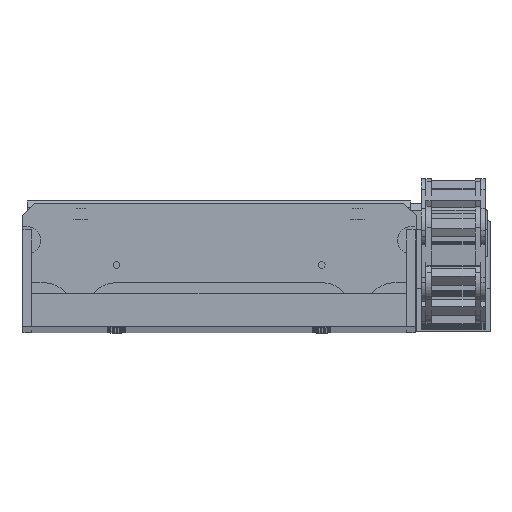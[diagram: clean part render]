
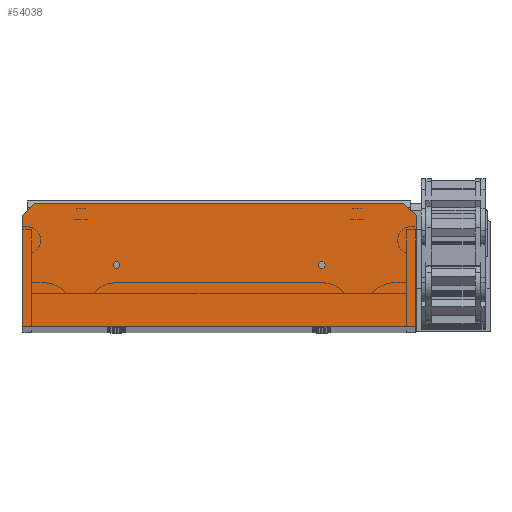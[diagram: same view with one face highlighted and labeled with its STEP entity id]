
A CAD part, top view. The second image highlights one B-rep face of the part: STEP entity #54038.
In plain terms, the highlighted planar face has unit normal (0, 0, 1).
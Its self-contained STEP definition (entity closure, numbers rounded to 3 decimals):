
#33 = CARTESIAN_POINT ( 'NONE',  ( -38.75, 22.8, 633.95 ) ) ;
#1227 = LINE ( 'NONE', #39809, #50742 ) ;
#1991 = DIRECTION ( 'NONE',  ( 0., 0., 1. ) ) ;
#1998 = DIRECTION ( 'NONE',  ( 1., 0., 0. ) ) ;
#2941 = VECTOR ( 'NONE', #42637, 1000. ) ;
#3075 = LINE ( 'NONE', #48114, #2941 ) ;
#3965 = VERTEX_POINT ( 'NONE', #51327 ) ;
#4121 = EDGE_CURVE ( 'NONE', #5277, #56897, #34962, .T. ) ;
#4163 = LINE ( 'NONE', #24583, #35485 ) ;
#4548 = ORIENTED_EDGE ( 'NONE', *, *, #14978, .T. ) ;
#5277 = VERTEX_POINT ( 'NONE', #44187 ) ;
#5285 = CIRCLE ( 'NONE', #54933, 1.25 ) ;
#7982 = VECTOR ( 'NONE', #51900, 1000. ) ;
#8356 = LINE ( 'NONE', #43351, #38391 ) ;
#9046 = DIRECTION ( 'NONE',  ( 1., 0., 0. ) ) ;
#11206 = CARTESIAN_POINT ( 'NONE',  ( -72., 0.3, 633.95 ) ) ;
#11371 = ORIENTED_EDGE ( 'NONE', *, *, #53469, .F. ) ;
#13525 = VERTEX_POINT ( 'NONE', #11206 ) ;
#14226 = EDGE_LOOP ( 'NONE', ( #15194, #45381, #49587, #4548, #19104, #30532 ) ) ;
#14675 = AXIS2_PLACEMENT_3D ( 'NONE', #38830, #24575, #9046 ) ;
#14978 = EDGE_CURVE ( 'NONE', #40039, #29946, #3075, .T. ) ;
#15194 = ORIENTED_EDGE ( 'NONE', *, *, #51888, .T. ) ;
#15933 = DIRECTION ( 'NONE',  ( 1., 0., 0. ) ) ;
#16803 = ORIENTED_EDGE ( 'NONE', *, *, #51562, .F. ) ;
#19104 = ORIENTED_EDGE ( 'NONE', *, *, #25216, .T. ) ;
#19772 = CARTESIAN_POINT ( 'NONE',  ( -36.25, 22.8, 633.95 ) ) ;
#20515 = DIRECTION ( 'NONE',  ( 1., 0., 0. ) ) ;
#20840 = CIRCLE ( 'NONE', #42582, 1.25 ) ;
#20847 = CIRCLE ( 'NONE', #42590, 1.25 ) ;
#22274 = CARTESIAN_POINT ( 'NONE',  ( 72., 40.8, 633.95 ) ) ;
#23624 = VERTEX_POINT ( 'NONE', #33 ) ;
#23951 = DIRECTION ( 'NONE',  ( -0.707, 0.707, 0. ) ) ;
#24575 = DIRECTION ( 'NONE',  ( 0., 0., 1. ) ) ;
#24583 = CARTESIAN_POINT ( 'NONE',  ( 67.5, 45.3, 633.95 ) ) ;
#25216 = EDGE_CURVE ( 'NONE', #29946, #13525, #62220, .T. ) ;
#26013 = DIRECTION ( 'NONE',  ( 1., 0., 0. ) ) ;
#26812 = EDGE_LOOP ( 'NONE', ( #45570, #11371 ) ) ;
#28803 = FACE_BOUND ( 'NONE', #29655, .T. ) ;
#29655 = EDGE_LOOP ( 'NONE', ( #51342, #16803 ) ) ;
#29895 = DIRECTION ( 'NONE',  ( 0., 0., 1. ) ) ;
#29946 = VERTEX_POINT ( 'NONE', #52899 ) ;
#30086 = DIRECTION ( 'NONE',  ( 1., 0., 0. ) ) ;
#30223 = CARTESIAN_POINT ( 'NONE',  ( 37.5, 22.8, 633.95 ) ) ;
#30532 = ORIENTED_EDGE ( 'NONE', *, *, #30591, .T. ) ;
#30591 = EDGE_CURVE ( 'NONE', #13525, #3965, #1227, .T. ) ;
#31499 = CARTESIAN_POINT ( 'NONE',  ( 37.5, 22.8, 633.95 ) ) ;
#33081 = LINE ( 'NONE', #52865, #7982 ) ;
#34962 = CIRCLE ( 'NONE', #46348, 1.25 ) ;
#35485 = VECTOR ( 'NONE', #23951, 1000. ) ;
#36032 = CARTESIAN_POINT ( 'NONE',  ( -67.5, 45.3, 633.95 ) ) ;
#38391 = VECTOR ( 'NONE', #57926, 1000. ) ;
#38830 = CARTESIAN_POINT ( 'NONE',  ( 0., 0., 633.95 ) ) ;
#39150 = FACE_BOUND ( 'NONE', #26812, .T. ) ;
#39809 = CARTESIAN_POINT ( 'NONE',  ( -72., 0.3, 633.95 ) ) ;
#40039 = VERTEX_POINT ( 'NONE', #36032 ) ;
#40887 = CARTESIAN_POINT ( 'NONE',  ( -37.5, 22.8, 633.95 ) ) ;
#41367 = VECTOR ( 'NONE', #48252, 1000. ) ;
#42134 = CARTESIAN_POINT ( 'NONE',  ( -72., 40.8, 633.95 ) ) ;
#42399 = VERTEX_POINT ( 'NONE', #22274 ) ;
#42582 = AXIS2_PLACEMENT_3D ( 'NONE', #30223, #49996, #20515 ) ;
#42590 = AXIS2_PLACEMENT_3D ( 'NONE', #40887, #29895, #15933 ) ;
#42637 = DIRECTION ( 'NONE',  ( -0.707, -0.707, 0. ) ) ;
#43351 = CARTESIAN_POINT ( 'NONE',  ( 72., 40.8, 633.95 ) ) ;
#44187 = CARTESIAN_POINT ( 'NONE',  ( 38.75, 22.8, 633.95 ) ) ;
#45381 = ORIENTED_EDGE ( 'NONE', *, *, #55340, .T. ) ;
#45570 = ORIENTED_EDGE ( 'NONE', *, *, #4121, .F. ) ;
#46348 = AXIS2_PLACEMENT_3D ( 'NONE', #31499, #60357, #1998 ) ;
#46392 = VERTEX_POINT ( 'NONE', #59296 ) ;
#47629 = EDGE_CURVE ( 'NONE', #46392, #40039, #33081, .T. ) ;
#48114 = CARTESIAN_POINT ( 'NONE',  ( -72., 40.8, 633.95 ) ) ;
#48252 = DIRECTION ( 'NONE',  ( 0., -1., 0. ) ) ;
#49587 = ORIENTED_EDGE ( 'NONE', *, *, #47629, .T. ) ;
#49996 = DIRECTION ( 'NONE',  ( 0., 0., 1. ) ) ;
#50742 = VECTOR ( 'NONE', #30086, 1000. ) ;
#51327 = CARTESIAN_POINT ( 'NONE',  ( 72., 0.3, 633.95 ) ) ;
#51342 = ORIENTED_EDGE ( 'NONE', *, *, #52100, .F. ) ;
#51562 = EDGE_CURVE ( 'NONE', #23624, #63221, #5285, .T. ) ;
#51888 = EDGE_CURVE ( 'NONE', #3965, #42399, #8356, .T. ) ;
#51900 = DIRECTION ( 'NONE',  ( -1., 0., 0. ) ) ;
#52100 = EDGE_CURVE ( 'NONE', #63221, #23624, #20847, .T. ) ;
#52865 = CARTESIAN_POINT ( 'NONE',  ( -67.5, 45.3, 633.95 ) ) ;
#52899 = CARTESIAN_POINT ( 'NONE',  ( -72., 40.8, 633.95 ) ) ;
#53119 = PLANE ( 'NONE',  #14675 ) ;
#53434 = FACE_OUTER_BOUND ( 'NONE', #14226, .T. ) ;
#53469 = EDGE_CURVE ( 'NONE', #56897, #5277, #20840, .T. ) ;
#53715 = CARTESIAN_POINT ( 'NONE',  ( 36.25, 22.8, 633.95 ) ) ;
#54038 = ADVANCED_FACE ( 'NONE', ( #28803, #39150, #53434 ), #53119, .T. ) ;
#54933 = AXIS2_PLACEMENT_3D ( 'NONE', #61639, #1991, #26013 ) ;
#55340 = EDGE_CURVE ( 'NONE', #42399, #46392, #4163, .T. ) ;
#56897 = VERTEX_POINT ( 'NONE', #53715 ) ;
#57926 = DIRECTION ( 'NONE',  ( 0., 1., 0. ) ) ;
#59296 = CARTESIAN_POINT ( 'NONE',  ( 67.5, 45.3, 633.95 ) ) ;
#60357 = DIRECTION ( 'NONE',  ( 0., 0., 1. ) ) ;
#61639 = CARTESIAN_POINT ( 'NONE',  ( -37.5, 22.8, 633.95 ) ) ;
#62220 = LINE ( 'NONE', #42134, #41367 ) ;
#63221 = VERTEX_POINT ( 'NONE', #19772 ) ;
